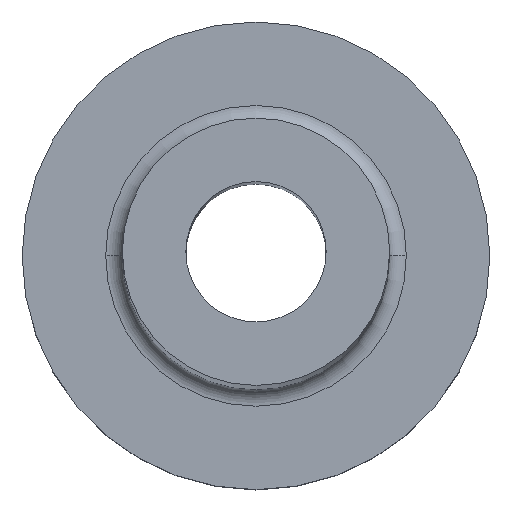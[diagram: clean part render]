
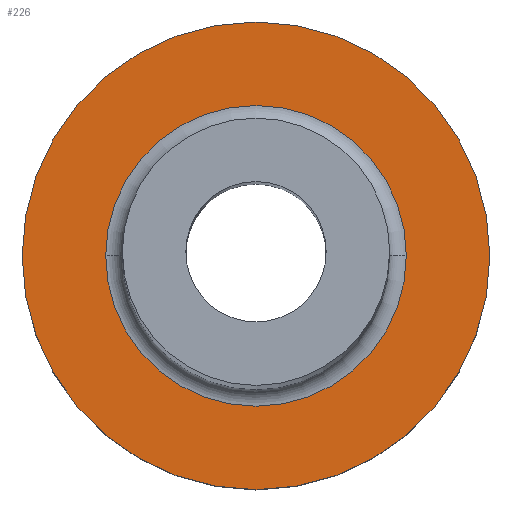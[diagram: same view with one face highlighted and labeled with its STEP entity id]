
A CAD part, top view. The second image highlights one B-rep face of the part: STEP entity #226.
In plain terms, the highlighted planar face has unit normal (0, 0, 1).
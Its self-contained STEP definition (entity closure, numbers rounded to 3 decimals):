
#19 = ORIENTED_EDGE ( 'NONE', *, *, #49, .T. ) ;
#40 = EDGE_CURVE ( 'NONE', #93, #303, #160, .T. ) ;
#44 = EDGE_CURVE ( 'NONE', #303, #93, #165, .T. ) ;
#49 = EDGE_CURVE ( 'NONE', #357, #198, #301, .T. ) ;
#69 = ORIENTED_EDGE ( 'NONE', *, *, #449, .T. ) ;
#93 = VERTEX_POINT ( 'NONE', #256 ) ;
#130 = DIRECTION ( 'NONE',  ( 0., 0., 1. ) ) ;
#132 = DIRECTION ( 'NONE',  ( 1., 0., 0. ) ) ;
#138 = CARTESIAN_POINT ( 'NONE',  ( 0., 0., 5. ) ) ;
#151 = AXIS2_PLACEMENT_3D ( 'NONE', #169, #212, #352 ) ;
#152 = CIRCLE ( 'NONE', #295, 4.5 ) ;
#156 = EDGE_LOOP ( 'NONE', ( #19, #69 ) ) ;
#160 = CIRCLE ( 'NONE', #174, 7. ) ;
#165 = CIRCLE ( 'NONE', #285, 7. ) ;
#169 = CARTESIAN_POINT ( 'NONE',  ( 0., 0., 5. ) ) ;
#174 = AXIS2_PLACEMENT_3D ( 'NONE', #138, #349, #132 ) ;
#190 = CARTESIAN_POINT ( 'NONE',  ( -4.5, 0., 5. ) ) ;
#198 = VERTEX_POINT ( 'NONE', #190 ) ;
#212 = DIRECTION ( 'NONE',  ( 0., 0., -1. ) ) ;
#226 = ADVANCED_FACE ( 'NONE', ( #233, #367 ), #334, .T. ) ;
#233 = FACE_BOUND ( 'NONE', #156, .T. ) ;
#256 = CARTESIAN_POINT ( 'NONE',  ( -7., 0., 5. ) ) ;
#259 = ORIENTED_EDGE ( 'NONE', *, *, #40, .T. ) ;
#266 = ORIENTED_EDGE ( 'NONE', *, *, #44, .T. ) ;
#273 = CARTESIAN_POINT ( 'NONE',  ( 7., 0., 5. ) ) ;
#285 = AXIS2_PLACEMENT_3D ( 'NONE', #287, #130, #382 ) ;
#287 = CARTESIAN_POINT ( 'NONE',  ( 0., 0., 5. ) ) ;
#295 = AXIS2_PLACEMENT_3D ( 'NONE', #390, #316, #383 ) ;
#301 = CIRCLE ( 'NONE', #151, 4.5 ) ;
#303 = VERTEX_POINT ( 'NONE', #273 ) ;
#310 = AXIS2_PLACEMENT_3D ( 'NONE', #330, #369, #402 ) ;
#316 = DIRECTION ( 'NONE',  ( 0., 0., -1. ) ) ;
#330 = CARTESIAN_POINT ( 'NONE',  ( 0., 0., 5. ) ) ;
#334 = PLANE ( 'NONE',  #310 ) ;
#337 = EDGE_LOOP ( 'NONE', ( #259, #266 ) ) ;
#349 = DIRECTION ( 'NONE',  ( 0., 0., 1. ) ) ;
#352 = DIRECTION ( 'NONE',  ( 1., 0., 0. ) ) ;
#357 = VERTEX_POINT ( 'NONE', #374 ) ;
#367 = FACE_OUTER_BOUND ( 'NONE', #337, .T. ) ;
#369 = DIRECTION ( 'NONE',  ( 0., 0., 1. ) ) ;
#374 = CARTESIAN_POINT ( 'NONE',  ( 4.5, 0., 5. ) ) ;
#382 = DIRECTION ( 'NONE',  ( 1., 0., 0. ) ) ;
#383 = DIRECTION ( 'NONE',  ( 1., 0., 0. ) ) ;
#390 = CARTESIAN_POINT ( 'NONE',  ( 0., 0., 5. ) ) ;
#402 = DIRECTION ( 'NONE',  ( 1., 0., 0. ) ) ;
#449 = EDGE_CURVE ( 'NONE', #198, #357, #152, .T. ) ;
